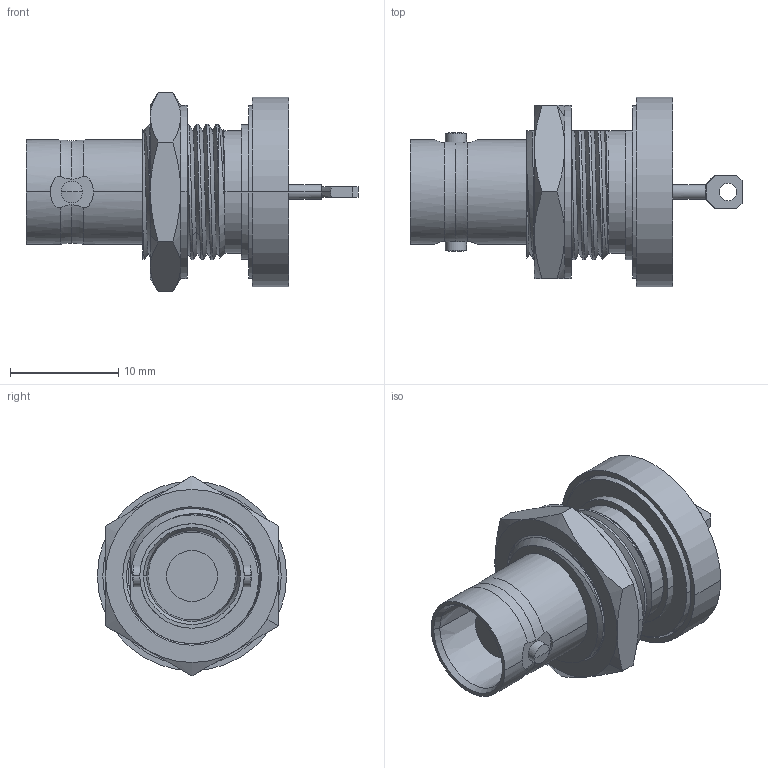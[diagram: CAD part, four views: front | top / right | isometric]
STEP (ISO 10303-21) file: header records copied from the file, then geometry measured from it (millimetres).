
FILE_DESCRIPTION (( 'STEP AP214' ), '1' );
FILE_NAME ('FMCN5409_3D.step', '2025-04-21T20:37:55', ( '' ), ( '' ), 'SwSTEP 2.0', 'SolidWorks 2022', '' );
FILE_SCHEMA (( 'AUTOMOTIVE_DESIGN' ));
Length unit declared in the file: inch
Products named in the file (5): BNC8505F-0000-HS^FMCN5409; BNC8105-7SCREW^FMCN5409; BNC8105-6^FMCN5409; BNC8105-5^FMCN5409; FMCN5409_3D
Assembly tree (4 placements, depth 2):
  FMCN5409_3D
    BNC8505F-0000-HS^FMCN5409
    BNC8105-5^FMCN5409
    BNC8105-6^FMCN5409
    BNC8105-7SCREW^FMCN5409
Bounding box: 30.7 x 17.5 x 18.48 mm (x, y, z)
Volume: 2709.3 mm3; surface area: 2998.8 mm2
Topology: 4 solids, 4 shells, 219 faces, 560 edges, 357 vertices
Faces by surface type: cylinder 83, plane 70, cone 31, bspline 25, torus 6, sphere 4
Entity records: 13430 total; most frequent: CARTESIAN_POINT 8114, ORIENTED_EDGE 1120, DIRECTION 987, EDGE_CURVE 560, AXIS2_PLACEMENT_3D 379, VERTEX_POINT 357, EDGE_LOOP 235, LINE 229
